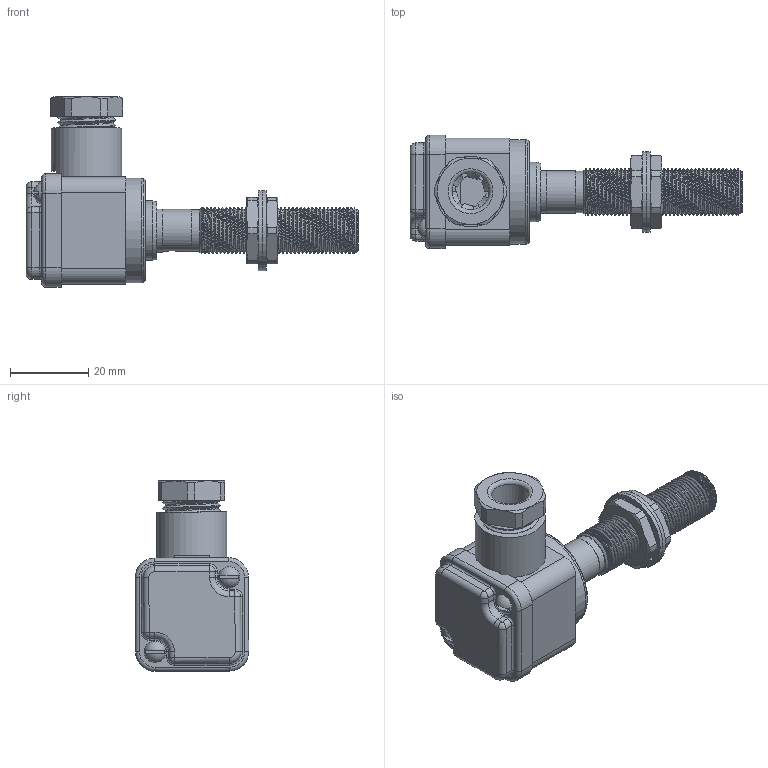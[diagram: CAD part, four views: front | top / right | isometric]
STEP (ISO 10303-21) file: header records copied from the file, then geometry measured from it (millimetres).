
FILE_DESCRIPTION(/* description */ ('Unknown'),/* implementation_level */ '2;1');
FILE_NAME(/* name */ '_VBI-M12-60K',/* time_stamp */ '2021-02-09T11:55:47+05:00',/* author */ ('Unknown'),/* organization */ ('Unknown'),/* preprocessor_version */ 'ST-DEVELOPER v16.7',/* originating_system */ 'Solid Edge',/* authorisation */ 'Unknown');
FILE_SCHEMA (('AUTOMOTIVE_DESIGN {1 0 10303 214 3 1 1}'));
Length unit declared in the file: millimetre
Products named in the file (21): ﾂﾁﾈ-ﾌ12-60ﾊ-...); 11.308.000 êîëï Ã1.015; 11.304.101 (ÃÈ09.30Õ) Êàòóøêà èíäóêòèâíîñòè; ×àøêà ×9; À4.040 Êàðêàñ êàòóøêè; Ã1.015 Êîëïà÷îê Ì12; Ä1.003 Äåðæàòåëü; 11.517.000 Ïëàòà ÂÁÈ-Ì12-60Õ; VLMS1300-GS08 (Vishay); À0.021 Êîðïóñ; Ê1.007 Ãàéêà Ì12õ1; Washer_DIN_6797_J_13_v16.00; 11.030.100 (扻豵鵨); Â0.033 (Âòóëêà); Ýòèêåòêà 25õ12 äëÿ ÂÁÈ-Ì12-60Ñ; Á0.006 Êðûøêà; Screw_GOST_17473_80_1A_M3x8_v16.00; Â0.003 Âòóëêà çàæèìíàÿ; Â0.004 Âòóëêà óïëàòíèòåëüíàÿ; ﾓ2.001 ﾖ瑙聰
Assembly tree (24 placements, depth 4):
  ﾂﾁﾈ-ﾌ12-60ﾊ-...)
    11.308.000 êîëï Ã1.015
      11.304.101 (ÃÈ09.30Õ) Êàòóøêà èíäóêòèâíîñòè
        ×àøêà ×9
        À4.040 Êàðêàñ êàòóøêè
      Ã1.015 Êîëïà÷îê Ì12
      Ä1.003 Äåðæàòåëü
      11.517.000 Ïëàòà ÂÁÈ-Ì12-60Õ
      VLMS1300-GS08 (Vishay)
    À0.021 Êîðïóñ
    Ê1.007 Ãàéêà Ì12õ1  x2
    Washer_DIN_6797_J_13_v16.00  x2
    11.030.100 (扻豵鵨)
      11.030.100 (扻豵鵨)
      Â0.033 (Âòóëêà)  x2
    Ýòèêåòêà 25õ12 äëÿ ÂÁÈ-Ì12-60Ñ
    Á0.006 Êðûøêà
    Screw_GOST_17473_80_1A_M3x8_v16.00  x2
    Â0.003 Âòóëêà çàæèìíàÿ
    Â0.004 Âòóëêà óïëàòíèòåëüíàÿ
    ﾓ2.001 ﾖ瑙聰
Bounding box: 85 x 29.07 x 48.82 mm (x, y, z)
Volume: 16916.8 mm3; surface area: 25680.3 mm2
Topology: 21 solids, 21 shells, 636 faces, 1558 edges, 998 vertices
Faces by surface type: plane 311, cylinder 195, cone 81, torus 30, bspline 13, sphere 6
Full cylindrical faces by diameter (mm): 1.6 x1, 2 x4, 2.459 x2, 3 x4, 3.4 x2, 3.9 x1, 3.95 x1, 4.5 x2, 4.7 x1, 5 x4, 5.5 x2, 6 x4, 7.45 x1, 8 x2, 9.3 x1, 9.45 x1, 9.5 x1, 9.9 x1, 10 x4, 10.16 x2, 10.6 x1, 10.7 x1, 10.8 x1, 10.917 x2, 11.03 x1, 12 x2, 14 x2, 14.53 x1, 15.2 x1, 18 x1
Entity records: 22419 total; most frequent: CARTESIAN_POINT 8611, DIRECTION 2628, ORIENTED_EDGE 2410, EDGE_CURVE 1205, AXIS2_PLACEMENT_3D 995, VERTEX_POINT 817, EDGE_LOOP 688, FACE_BOUND 688
